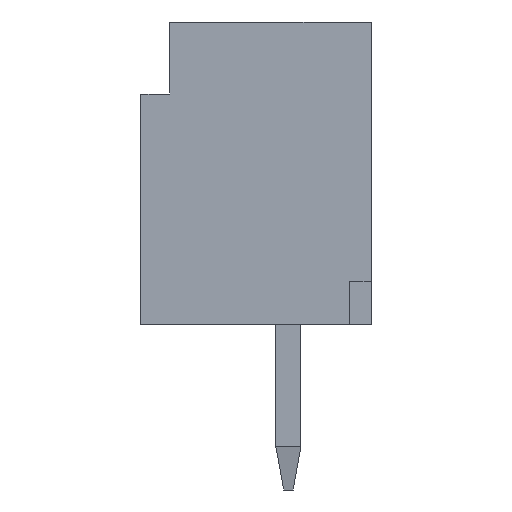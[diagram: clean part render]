
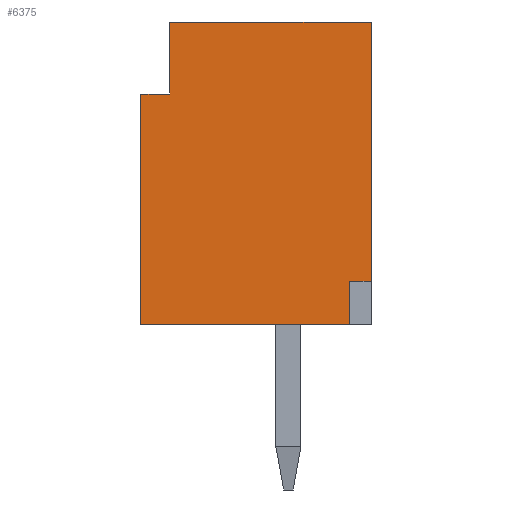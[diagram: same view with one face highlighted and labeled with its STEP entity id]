
A CAD part, left-side view. The second image highlights one B-rep face of the part: STEP entity #6375.
In plain terms, the highlighted planar face has unit normal (-1, 0, 0).
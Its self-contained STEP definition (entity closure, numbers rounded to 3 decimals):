
#111 = PLANE('',#112);
#112 = AXIS2_PLACEMENT_3D('',#113,#114,#115);
#113 = CARTESIAN_POINT('',(11.5,-1.15,0.));
#114 = DIRECTION('',(0.,-1.,0.));
#115 = DIRECTION('',(0.,0.,1.));
#139 = PLANE('',#140);
#140 = AXIS2_PLACEMENT_3D('',#141,#142,#143);
#141 = CARTESIAN_POINT('',(11.5,-1.15,4.2));
#142 = DIRECTION('',(0.,0.,1.));
#143 = DIRECTION('',(0.,1.,0.));
#223 = PLANE('',#224);
#224 = AXIS2_PLACEMENT_3D('',#225,#226,#227);
#225 = CARTESIAN_POINT('',(11.5,2.05,4.2));
#226 = DIRECTION('',(0.,1.,0.));
#227 = DIRECTION('',(0.,0.,-1.));
#1331 = PLANE('',#1332);
#1332 = AXIS2_PLACEMENT_3D('',#1333,#1334,#1335);
#1333 = CARTESIAN_POINT('',(11.5,2.05,0.));
#1334 = DIRECTION('',(0.,0.,-1.));
#1335 = DIRECTION('',(0.,-1.,0.));
#1372 = VERTEX_POINT('',#1373);
#1373 = CARTESIAN_POINT('',(-1.5,-1.15,0.6));
#1387 = PLANE('',#1388);
#1388 = AXIS2_PLACEMENT_3D('',#1389,#1390,#1391);
#1389 = CARTESIAN_POINT('',(-0.925,-1.15,0.6));
#1390 = DIRECTION('',(0.,0.,1.));
#1391 = DIRECTION('',(-1.,0.,0.));
#1399 = EDGE_CURVE('',#1372,#1400,#1402,.T.);
#1400 = VERTEX_POINT('',#1401);
#1401 = CARTESIAN_POINT('',(-1.5,-1.15,4.2));
#1402 = SURFACE_CURVE('',#1403,(#1407,#1414),.PCURVE_S1.);
#1403 = LINE('',#1404,#1405);
#1404 = CARTESIAN_POINT('',(-1.5,-1.15,0.6));
#1405 = VECTOR('',#1406,1.);
#1406 = DIRECTION('',(0.,0.,1.));
#1407 = PCURVE('',#111,#1408);
#1408 = DEFINITIONAL_REPRESENTATION('',(#1409),#1413);
#1409 = LINE('',#1410,#1411);
#1410 = CARTESIAN_POINT('',(0.6,13.));
#1411 = VECTOR('',#1412,1.);
#1412 = DIRECTION('',(1.,0.));
#1413 = ( GEOMETRIC_REPRESENTATION_CONTEXT(2) 
PARAMETRIC_REPRESENTATION_CONTEXT() REPRESENTATION_CONTEXT('2D SPACE',''
  ) );
#1414 = PCURVE('',#1415,#1420);
#1415 = PLANE('',#1416);
#1416 = AXIS2_PLACEMENT_3D('',#1417,#1418,#1419);
#1417 = CARTESIAN_POINT('',(-1.5,0.45,2.1));
#1418 = DIRECTION('',(-1.,0.,0.));
#1419 = DIRECTION('',(0.,0.,-1.));
#1420 = DEFINITIONAL_REPRESENTATION('',(#1421),#1425);
#1421 = LINE('',#1422,#1423);
#1422 = CARTESIAN_POINT('',(1.5,1.6));
#1423 = VECTOR('',#1424,1.);
#1424 = DIRECTION('',(-1.,0.));
#1425 = ( GEOMETRIC_REPRESENTATION_CONTEXT(2) 
PARAMETRIC_REPRESENTATION_CONTEXT() REPRESENTATION_CONTEXT('2D SPACE',''
  ) );
#2058 = EDGE_CURVE('',#1400,#2059,#2061,.T.);
#2059 = VERTEX_POINT('',#2060);
#2060 = CARTESIAN_POINT('',(-1.5,1.65,4.2));
#2061 = SURFACE_CURVE('',#2062,(#2066,#2073),.PCURVE_S1.);
#2062 = LINE('',#2063,#2064);
#2063 = CARTESIAN_POINT('',(-1.5,-1.15,4.2));
#2064 = VECTOR('',#2065,1.);
#2065 = DIRECTION('',(0.,1.,0.));
#2066 = PCURVE('',#139,#2067);
#2067 = DEFINITIONAL_REPRESENTATION('',(#2068),#2072);
#2068 = LINE('',#2069,#2070);
#2069 = CARTESIAN_POINT('',(0.,13.));
#2070 = VECTOR('',#2071,1.);
#2071 = DIRECTION('',(1.,0.));
#2072 = ( GEOMETRIC_REPRESENTATION_CONTEXT(2) 
PARAMETRIC_REPRESENTATION_CONTEXT() REPRESENTATION_CONTEXT('2D SPACE',''
  ) );
#2073 = PCURVE('',#1415,#2074);
#2074 = DEFINITIONAL_REPRESENTATION('',(#2075),#2079);
#2075 = LINE('',#2076,#2077);
#2076 = CARTESIAN_POINT('',(-2.1,1.6));
#2077 = VECTOR('',#2078,1.);
#2078 = DIRECTION('',(0.,-1.));
#2079 = ( GEOMETRIC_REPRESENTATION_CONTEXT(2) 
PARAMETRIC_REPRESENTATION_CONTEXT() REPRESENTATION_CONTEXT('2D SPACE',''
  ) );
#2097 = PLANE('',#2098);
#2098 = AXIS2_PLACEMENT_3D('',#2099,#2100,#2101);
#2099 = CARTESIAN_POINT('',(10.9,1.65,4.2));
#2100 = DIRECTION('',(0.,1.,0.));
#2101 = DIRECTION('',(-1.,0.,0.));
#2527 = VERTEX_POINT('',#2528);
#2528 = CARTESIAN_POINT('',(-1.5,2.05,3.2));
#2542 = PLANE('',#2543);
#2543 = AXIS2_PLACEMENT_3D('',#2544,#2545,#2546);
#2544 = CARTESIAN_POINT('',(-0.55,2.05,3.2));
#2545 = DIRECTION('',(0.,0.,-1.));
#2546 = DIRECTION('',(-1.,0.,0.));
#2554 = EDGE_CURVE('',#2527,#2555,#2557,.T.);
#2555 = VERTEX_POINT('',#2556);
#2556 = CARTESIAN_POINT('',(-1.5,2.05,0.));
#2557 = SURFACE_CURVE('',#2558,(#2562,#2569),.PCURVE_S1.);
#2558 = LINE('',#2559,#2560);
#2559 = CARTESIAN_POINT('',(-1.5,2.05,3.2));
#2560 = VECTOR('',#2561,1.);
#2561 = DIRECTION('',(0.,0.,-1.));
#2562 = PCURVE('',#223,#2563);
#2563 = DEFINITIONAL_REPRESENTATION('',(#2564),#2568);
#2564 = LINE('',#2565,#2566);
#2565 = CARTESIAN_POINT('',(1.,13.));
#2566 = VECTOR('',#2567,1.);
#2567 = DIRECTION('',(1.,0.));
#2568 = ( GEOMETRIC_REPRESENTATION_CONTEXT(2) 
PARAMETRIC_REPRESENTATION_CONTEXT() REPRESENTATION_CONTEXT('2D SPACE',''
  ) );
#2569 = PCURVE('',#1415,#2570);
#2570 = DEFINITIONAL_REPRESENTATION('',(#2571),#2575);
#2571 = LINE('',#2572,#2573);
#2572 = CARTESIAN_POINT('',(-1.1,-1.6));
#2573 = VECTOR('',#2574,1.);
#2574 = DIRECTION('',(1.,0.));
#2575 = ( GEOMETRIC_REPRESENTATION_CONTEXT(2) 
PARAMETRIC_REPRESENTATION_CONTEXT() REPRESENTATION_CONTEXT('2D SPACE',''
  ) );
#6205 = EDGE_CURVE('',#2555,#6206,#6208,.T.);
#6206 = VERTEX_POINT('',#6207);
#6207 = CARTESIAN_POINT('',(-1.5,-0.85,0.));
#6208 = SURFACE_CURVE('',#6209,(#6213,#6220),.PCURVE_S1.);
#6209 = LINE('',#6210,#6211);
#6210 = CARTESIAN_POINT('',(-1.5,2.05,0.));
#6211 = VECTOR('',#6212,1.);
#6212 = DIRECTION('',(0.,-1.,0.));
#6213 = PCURVE('',#1331,#6214);
#6214 = DEFINITIONAL_REPRESENTATION('',(#6215),#6219);
#6215 = LINE('',#6216,#6217);
#6216 = CARTESIAN_POINT('',(0.,13.));
#6217 = VECTOR('',#6218,1.);
#6218 = DIRECTION('',(1.,0.));
#6219 = ( GEOMETRIC_REPRESENTATION_CONTEXT(2) 
PARAMETRIC_REPRESENTATION_CONTEXT() REPRESENTATION_CONTEXT('2D SPACE',''
  ) );
#6220 = PCURVE('',#1415,#6221);
#6221 = DEFINITIONAL_REPRESENTATION('',(#6222),#6226);
#6222 = LINE('',#6223,#6224);
#6223 = CARTESIAN_POINT('',(2.1,-1.6));
#6224 = VECTOR('',#6225,1.);
#6225 = DIRECTION('',(0.,1.));
#6226 = ( GEOMETRIC_REPRESENTATION_CONTEXT(2) 
PARAMETRIC_REPRESENTATION_CONTEXT() REPRESENTATION_CONTEXT('2D SPACE',''
  ) );
#6244 = PLANE('',#6245);
#6245 = AXIS2_PLACEMENT_3D('',#6246,#6247,#6248);
#6246 = CARTESIAN_POINT('',(11.5,-0.85,0.));
#6247 = DIRECTION('',(0.,-1.,0.));
#6248 = DIRECTION('',(1.,0.,0.));
#6330 = EDGE_CURVE('',#1372,#6331,#6333,.T.);
#6331 = VERTEX_POINT('',#6332);
#6332 = CARTESIAN_POINT('',(-1.5,-0.85,0.6));
#6333 = SURFACE_CURVE('',#6334,(#6338,#6345),.PCURVE_S1.);
#6334 = LINE('',#6335,#6336);
#6335 = CARTESIAN_POINT('',(-1.5,-1.15,0.6));
#6336 = VECTOR('',#6337,1.);
#6337 = DIRECTION('',(0.,1.,0.));
#6338 = PCURVE('',#1387,#6339);
#6339 = DEFINITIONAL_REPRESENTATION('',(#6340),#6344);
#6340 = LINE('',#6341,#6342);
#6341 = CARTESIAN_POINT('',(0.575,0.));
#6342 = VECTOR('',#6343,1.);
#6343 = DIRECTION('',(0.,-1.));
#6344 = ( GEOMETRIC_REPRESENTATION_CONTEXT(2) 
PARAMETRIC_REPRESENTATION_CONTEXT() REPRESENTATION_CONTEXT('2D SPACE',''
  ) );
#6345 = PCURVE('',#1415,#6346);
#6346 = DEFINITIONAL_REPRESENTATION('',(#6347),#6351);
#6347 = LINE('',#6348,#6349);
#6348 = CARTESIAN_POINT('',(1.5,1.6));
#6349 = VECTOR('',#6350,1.);
#6350 = DIRECTION('',(0.,-1.));
#6351 = ( GEOMETRIC_REPRESENTATION_CONTEXT(2) 
PARAMETRIC_REPRESENTATION_CONTEXT() REPRESENTATION_CONTEXT('2D SPACE',''
  ) );
#6375 = ADVANCED_FACE('',(#6376),#1415,.T.);
#6376 = FACE_BOUND('',#6377,.F.);
#6377 = EDGE_LOOP('',(#6378,#6379,#6380,#6401,#6402,#6403,#6426,#6447));
#6378 = ORIENTED_EDGE('',*,*,#1399,.F.);
#6379 = ORIENTED_EDGE('',*,*,#6330,.T.);
#6380 = ORIENTED_EDGE('',*,*,#6381,.F.);
#6381 = EDGE_CURVE('',#6206,#6331,#6382,.T.);
#6382 = SURFACE_CURVE('',#6383,(#6387,#6394),.PCURVE_S1.);
#6383 = LINE('',#6384,#6385);
#6384 = CARTESIAN_POINT('',(-1.5,-0.85,0.));
#6385 = VECTOR('',#6386,1.);
#6386 = DIRECTION('',(0.,0.,1.));
#6387 = PCURVE('',#1415,#6388);
#6388 = DEFINITIONAL_REPRESENTATION('',(#6389),#6393);
#6389 = LINE('',#6390,#6391);
#6390 = CARTESIAN_POINT('',(2.1,1.3));
#6391 = VECTOR('',#6392,1.);
#6392 = DIRECTION('',(-1.,0.));
#6393 = ( GEOMETRIC_REPRESENTATION_CONTEXT(2) 
PARAMETRIC_REPRESENTATION_CONTEXT() REPRESENTATION_CONTEXT('2D SPACE',''
  ) );
#6394 = PCURVE('',#6244,#6395);
#6395 = DEFINITIONAL_REPRESENTATION('',(#6396),#6400);
#6396 = LINE('',#6397,#6398);
#6397 = CARTESIAN_POINT('',(-13.,0.));
#6398 = VECTOR('',#6399,1.);
#6399 = DIRECTION('',(0.,1.));
#6400 = ( GEOMETRIC_REPRESENTATION_CONTEXT(2) 
PARAMETRIC_REPRESENTATION_CONTEXT() REPRESENTATION_CONTEXT('2D SPACE',''
  ) );
#6401 = ORIENTED_EDGE('',*,*,#6205,.F.);
#6402 = ORIENTED_EDGE('',*,*,#2554,.F.);
#6403 = ORIENTED_EDGE('',*,*,#6404,.T.);
#6404 = EDGE_CURVE('',#2527,#6405,#6407,.T.);
#6405 = VERTEX_POINT('',#6406);
#6406 = CARTESIAN_POINT('',(-1.5,1.65,3.2));
#6407 = SURFACE_CURVE('',#6408,(#6412,#6419),.PCURVE_S1.);
#6408 = LINE('',#6409,#6410);
#6409 = CARTESIAN_POINT('',(-1.5,2.05,3.2));
#6410 = VECTOR('',#6411,1.);
#6411 = DIRECTION('',(0.,-1.,0.));
#6412 = PCURVE('',#1415,#6413);
#6413 = DEFINITIONAL_REPRESENTATION('',(#6414),#6418);
#6414 = LINE('',#6415,#6416);
#6415 = CARTESIAN_POINT('',(-1.1,-1.6));
#6416 = VECTOR('',#6417,1.);
#6417 = DIRECTION('',(0.,1.));
#6418 = ( GEOMETRIC_REPRESENTATION_CONTEXT(2) 
PARAMETRIC_REPRESENTATION_CONTEXT() REPRESENTATION_CONTEXT('2D SPACE',''
  ) );
#6419 = PCURVE('',#2542,#6420);
#6420 = DEFINITIONAL_REPRESENTATION('',(#6421),#6425);
#6421 = LINE('',#6422,#6423);
#6422 = CARTESIAN_POINT('',(0.95,0.));
#6423 = VECTOR('',#6424,1.);
#6424 = DIRECTION('',(0.,-1.));
#6425 = ( GEOMETRIC_REPRESENTATION_CONTEXT(2) 
PARAMETRIC_REPRESENTATION_CONTEXT() REPRESENTATION_CONTEXT('2D SPACE',''
  ) );
#6426 = ORIENTED_EDGE('',*,*,#6427,.F.);
#6427 = EDGE_CURVE('',#2059,#6405,#6428,.T.);
#6428 = SURFACE_CURVE('',#6429,(#6433,#6440),.PCURVE_S1.);
#6429 = LINE('',#6430,#6431);
#6430 = CARTESIAN_POINT('',(-1.5,1.65,4.2));
#6431 = VECTOR('',#6432,1.);
#6432 = DIRECTION('',(0.,0.,-1.));
#6433 = PCURVE('',#1415,#6434);
#6434 = DEFINITIONAL_REPRESENTATION('',(#6435),#6439);
#6435 = LINE('',#6436,#6437);
#6436 = CARTESIAN_POINT('',(-2.1,-1.2));
#6437 = VECTOR('',#6438,1.);
#6438 = DIRECTION('',(1.,0.));
#6439 = ( GEOMETRIC_REPRESENTATION_CONTEXT(2) 
PARAMETRIC_REPRESENTATION_CONTEXT() REPRESENTATION_CONTEXT('2D SPACE',''
  ) );
#6440 = PCURVE('',#2097,#6441);
#6441 = DEFINITIONAL_REPRESENTATION('',(#6442),#6446);
#6442 = LINE('',#6443,#6444);
#6443 = CARTESIAN_POINT('',(12.4,0.));
#6444 = VECTOR('',#6445,1.);
#6445 = DIRECTION('',(0.,-1.));
#6446 = ( GEOMETRIC_REPRESENTATION_CONTEXT(2) 
PARAMETRIC_REPRESENTATION_CONTEXT() REPRESENTATION_CONTEXT('2D SPACE',''
  ) );
#6447 = ORIENTED_EDGE('',*,*,#2058,.F.);
